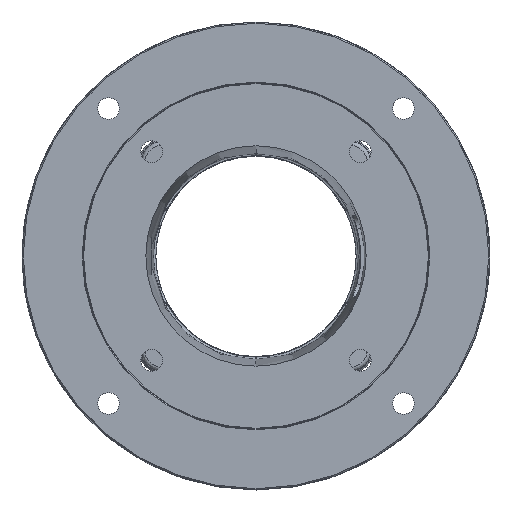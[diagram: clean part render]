
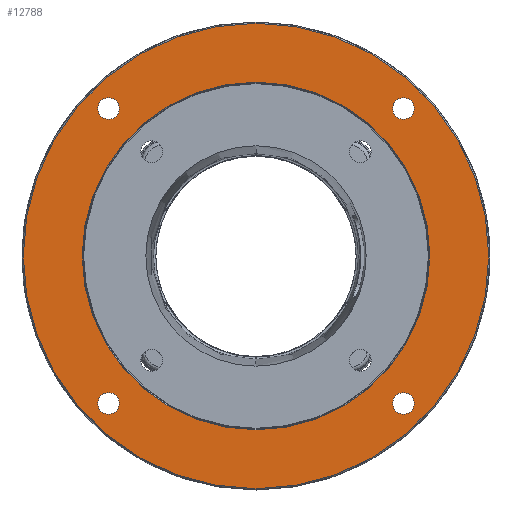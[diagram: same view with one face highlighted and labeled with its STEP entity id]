
A CAD part, top view. The second image highlights one B-rep face of the part: STEP entity #12788.
In plain terms, the highlighted planar face has unit normal (0, 0, 1).
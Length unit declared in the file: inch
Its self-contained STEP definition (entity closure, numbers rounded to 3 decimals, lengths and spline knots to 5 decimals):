
#35=CARTESIAN_POINT('',(0.,0.,-0.08));
#36=DIRECTION('',(0.,0.,1.));
#37=DIRECTION('',(0.,1.,0.));
#38=AXIS2_PLACEMENT_3D('',#35,#36,#37);
#44=CARTESIAN_POINT('',(0.,0.,-0.08));
#45=DIRECTION('',(0.,0.,-1.));
#46=DIRECTION('',(0.,1.,0.));
#47=AXIS2_PLACEMENT_3D('',#44,#45,#46);
#783=CARTESIAN_POINT('',(-3.62392,3.62392,-0.08));
#784=DIRECTION('',(0.,0.,-1.));
#785=DIRECTION('',(-0.707,0.707,0.));
#786=AXIS2_PLACEMENT_3D('',#783,#784,#785);
#788=CARTESIAN_POINT('',(-3.62392,3.62392,-0.08));
#789=DIRECTION('',(0.,0.,-1.));
#790=DIRECTION('',(0.707,-0.707,0.));
#791=AXIS2_PLACEMENT_3D('',#788,#789,#790);
#793=CARTESIAN_POINT('',(-3.62392,-3.62392,-0.08));
#794=DIRECTION('',(0.,0.,-1.));
#795=DIRECTION('',(-0.707,-0.707,0.));
#796=AXIS2_PLACEMENT_3D('',#793,#794,#795);
#798=CARTESIAN_POINT('',(-3.62392,-3.62392,-0.08));
#799=DIRECTION('',(0.,0.,-1.));
#800=DIRECTION('',(0.707,0.707,0.));
#801=AXIS2_PLACEMENT_3D('',#798,#799,#800);
#803=CARTESIAN_POINT('',(3.62392,-3.62392,-0.08));
#804=DIRECTION('',(0.,0.,-1.));
#805=DIRECTION('',(0.707,-0.707,0.));
#806=AXIS2_PLACEMENT_3D('',#803,#804,#805);
#808=CARTESIAN_POINT('',(3.62392,-3.62392,-0.08));
#809=DIRECTION('',(0.,0.,-1.));
#810=DIRECTION('',(-0.707,0.707,0.));
#811=AXIS2_PLACEMENT_3D('',#808,#809,#810);
#813=CARTESIAN_POINT('',(3.62392,3.62392,-0.08));
#814=DIRECTION('',(0.,0.,-1.));
#815=DIRECTION('',(0.707,0.707,0.));
#816=AXIS2_PLACEMENT_3D('',#813,#814,#815);
#818=CARTESIAN_POINT('',(3.62392,3.62392,-0.08));
#819=DIRECTION('',(0.,0.,-1.));
#820=DIRECTION('',(-0.707,-0.707,0.));
#821=AXIS2_PLACEMENT_3D('',#818,#819,#820);
#823=CARTESIAN_POINT('',(0.,0.,-0.08));
#824=DIRECTION('',(0.,0.,1.));
#825=DIRECTION('',(0.,1.,0.));
#826=AXIS2_PLACEMENT_3D('',#823,#824,#825);
#828=CARTESIAN_POINT('',(0.,0.,-0.08));
#829=DIRECTION('',(0.,0.,1.));
#830=DIRECTION('',(0.,-1.,0.));
#831=AXIS2_PLACEMENT_3D('',#828,#829,#830);
#11365=CARTESIAN_POINT('',(0.,5.72,-0.08));
#11366=CARTESIAN_POINT('',(0.,-5.72,-0.08));
#11367=VERTEX_POINT('',#11365);
#11368=VERTEX_POINT('',#11366);
#11389=CARTESIAN_POINT('',(-3.81131,3.81131,-0.08));
#11390=CARTESIAN_POINT('',(-3.43654,3.43654,-0.08));
#11391=VERTEX_POINT('',#11389);
#11392=VERTEX_POINT('',#11390);
#11433=CARTESIAN_POINT('',(-3.81131,-3.81131,-0.08));
#11434=CARTESIAN_POINT('',(-3.43654,-3.43654,-0.08));
#11435=VERTEX_POINT('',#11433);
#11436=VERTEX_POINT('',#11434);
#11441=CARTESIAN_POINT('',(3.81131,-3.81131,-0.08));
#11442=CARTESIAN_POINT('',(3.43654,-3.43654,-0.08));
#11443=VERTEX_POINT('',#11441);
#11444=VERTEX_POINT('',#11442);
#11449=CARTESIAN_POINT('',(3.81131,3.81131,-0.08));
#11450=CARTESIAN_POINT('',(3.43654,3.43654,-0.08));
#11451=VERTEX_POINT('',#11449);
#11452=VERTEX_POINT('',#11450);
#11469=CARTESIAN_POINT('',(0.,4.271,-0.08));
#11470=CARTESIAN_POINT('',(0.,-4.271,-0.08));
#11471=VERTEX_POINT('',#11469);
#11472=VERTEX_POINT('',#11470);
#12750=CARTESIAN_POINT('',(0.,0.,-0.08));
#12751=DIRECTION('',(0.,0.,1.));
#12752=DIRECTION('',(0.,1.,0.));
#12753=AXIS2_PLACEMENT_3D('',#12750,#12751,#12752);
#12754=PLANE('',#12753);
#12755=ORIENTED_EDGE('',*,*,#11683,.T.);
#12756=ORIENTED_EDGE('',*,*,#11668,.F.);
#12757=EDGE_LOOP('',(#12755,#12756));
#12758=FACE_OUTER_BOUND('',#12757,.F.);
#12760=ORIENTED_EDGE('',*,*,#12759,.F.);
#12762=ORIENTED_EDGE('',*,*,#12761,.F.);
#12763=EDGE_LOOP('',(#12760,#12762));
#12764=FACE_BOUND('',#12763,.F.);
#12766=ORIENTED_EDGE('',*,*,#12765,.F.);
#12768=ORIENTED_EDGE('',*,*,#12767,.F.);
#12769=EDGE_LOOP('',(#12766,#12768));
#12770=FACE_BOUND('',#12769,.F.);
#12772=ORIENTED_EDGE('',*,*,#12771,.F.);
#12774=ORIENTED_EDGE('',*,*,#12773,.F.);
#12775=EDGE_LOOP('',(#12772,#12774));
#12776=FACE_BOUND('',#12775,.F.);
#12778=ORIENTED_EDGE('',*,*,#12777,.F.);
#12780=ORIENTED_EDGE('',*,*,#12779,.F.);
#12781=EDGE_LOOP('',(#12778,#12780));
#12782=FACE_BOUND('',#12781,.F.);
#12784=ORIENTED_EDGE('',*,*,#12783,.T.);
#12785=ORIENTED_EDGE('',*,*,#12740,.T.);
#12786=EDGE_LOOP('',(#12784,#12785));
#12787=FACE_BOUND('',#12786,.F.);
#12788=ADVANCED_FACE('',(#12758,#12764,#12770,#12776,#12782,#12787),#12754,.T.);
#39=CIRCLE('',#38,5.72);
#48=CIRCLE('',#47,5.72);
#787=CIRCLE('',#786,0.265);
#792=CIRCLE('',#791,0.265);
#797=CIRCLE('',#796,0.265);
#802=CIRCLE('',#801,0.265);
#807=CIRCLE('',#806,0.265);
#812=CIRCLE('',#811,0.265);
#817=CIRCLE('',#816,0.265);
#822=CIRCLE('',#821,0.265);
#827=CIRCLE('',#826,4.271);
#832=CIRCLE('',#831,4.271);
#11668=EDGE_CURVE('',#11367,#11368,#39,.T.);
#11683=EDGE_CURVE('',#11367,#11368,#48,.T.);
#12740=EDGE_CURVE('',#11472,#11471,#832,.T.);
#12759=EDGE_CURVE('',#11391,#11392,#787,.T.);
#12761=EDGE_CURVE('',#11392,#11391,#792,.T.);
#12765=EDGE_CURVE('',#11435,#11436,#797,.T.);
#12767=EDGE_CURVE('',#11436,#11435,#802,.T.);
#12771=EDGE_CURVE('',#11443,#11444,#807,.T.);
#12773=EDGE_CURVE('',#11444,#11443,#812,.T.);
#12777=EDGE_CURVE('',#11451,#11452,#817,.T.);
#12779=EDGE_CURVE('',#11452,#11451,#822,.T.);
#12783=EDGE_CURVE('',#11471,#11472,#827,.T.);
